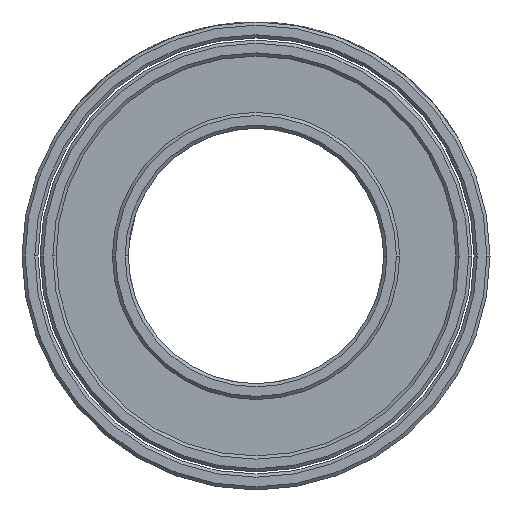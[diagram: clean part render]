
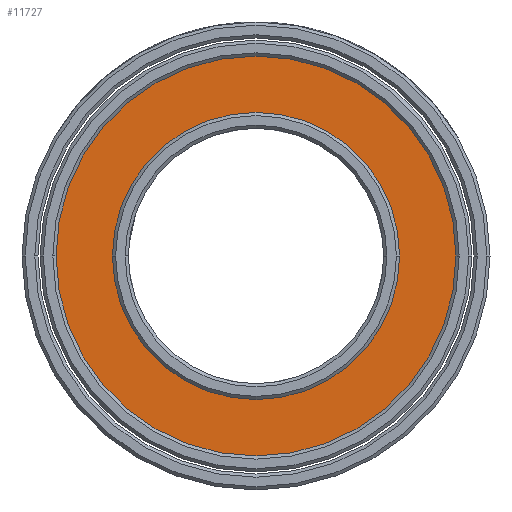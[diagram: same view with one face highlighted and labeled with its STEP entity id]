
A CAD part, front view. The second image highlights one B-rep face of the part: STEP entity #11727.
In plain terms, the highlighted planar face has unit normal (0, -1, 0).
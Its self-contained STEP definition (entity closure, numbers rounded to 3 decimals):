
#197 = CARTESIAN_POINT ( 'NONE',  ( -9.4, -15., 0. ) ) ;
#446 = EDGE_CURVE ( 'NONE', #14618, #8061, #8798, .T. ) ;
#3255 = AXIS2_PLACEMENT_3D ( 'NONE', #15390, #8438, #24196 ) ;
#3400 = EDGE_CURVE ( 'NONE', #21782, #20105, #11642, .T. ) ;
#4009 = AXIS2_PLACEMENT_3D ( 'NONE', #25918, #19717, #14936 ) ;
#4284 = CARTESIAN_POINT ( 'NONE',  ( 9.4, -15., 0. ) ) ;
#4913 = CARTESIAN_POINT ( 'NONE',  ( 0., -15., 0. ) ) ;
#5174 = EDGE_CURVE ( 'NONE', #8061, #14618, #16553, .T. ) ;
#6579 = CARTESIAN_POINT ( 'NONE',  ( -6.75, -15., 0. ) ) ;
#6957 = DIRECTION ( 'NONE',  ( 1., 0., 0. ) ) ;
#7863 = ORIENTED_EDGE ( 'NONE', *, *, #21841, .F. ) ;
#8061 = VERTEX_POINT ( 'NONE', #197 ) ;
#8438 = DIRECTION ( 'NONE',  ( 0., -1., 0. ) ) ;
#8798 = CIRCLE ( 'NONE', #26778, 9.4 ) ;
#11642 = CIRCLE ( 'NONE', #3255, 6.75 ) ;
#11727 = ADVANCED_FACE ( 'NONE', ( #17107, #15363 ), #24029, .T. ) ;
#12763 = CARTESIAN_POINT ( 'NONE',  ( 6.75, -15., 0. ) ) ;
#12947 = EDGE_LOOP ( 'NONE', ( #18138, #25528 ) ) ;
#14618 = VERTEX_POINT ( 'NONE', #4284 ) ;
#14730 = CARTESIAN_POINT ( 'NONE',  ( 0., -15., 0. ) ) ;
#14936 = DIRECTION ( 'NONE',  ( 0., 0., -1. ) ) ;
#15363 = FACE_BOUND ( 'NONE', #24915, .T. ) ;
#15390 = CARTESIAN_POINT ( 'NONE',  ( 0., -15., 0. ) ) ;
#16102 = ORIENTED_EDGE ( 'NONE', *, *, #3400, .F. ) ;
#16553 = CIRCLE ( 'NONE', #23031, 9.4 ) ;
#17107 = FACE_OUTER_BOUND ( 'NONE', #12947, .T. ) ;
#18138 = ORIENTED_EDGE ( 'NONE', *, *, #446, .T. ) ;
#19717 = DIRECTION ( 'NONE',  ( 0., -1., 0. ) ) ;
#20105 = VERTEX_POINT ( 'NONE', #6579 ) ;
#20145 = DIRECTION ( 'NONE',  ( 0., -1., 0. ) ) ;
#20290 = CARTESIAN_POINT ( 'NONE',  ( 0., -15., 0. ) ) ;
#21208 = CIRCLE ( 'NONE', #26277, 6.75 ) ;
#21782 = VERTEX_POINT ( 'NONE', #12763 ) ;
#21841 = EDGE_CURVE ( 'NONE', #20105, #21782, #21208, .T. ) ;
#22420 = DIRECTION ( 'NONE',  ( 0., -1., 0. ) ) ;
#23031 = AXIS2_PLACEMENT_3D ( 'NONE', #14730, #25854, #23536 ) ;
#23536 = DIRECTION ( 'NONE',  ( 1., 0., 0. ) ) ;
#24029 = PLANE ( 'NONE',  #4009 ) ;
#24196 = DIRECTION ( 'NONE',  ( 1., 0., 0. ) ) ;
#24915 = EDGE_LOOP ( 'NONE', ( #16102, #7863 ) ) ;
#25528 = ORIENTED_EDGE ( 'NONE', *, *, #5174, .T. ) ;
#25854 = DIRECTION ( 'NONE',  ( 0., -1., 0. ) ) ;
#25918 = CARTESIAN_POINT ( 'NONE',  ( 6.75, -15., 0. ) ) ;
#26277 = AXIS2_PLACEMENT_3D ( 'NONE', #20290, #20145, #6957 ) ;
#26778 = AXIS2_PLACEMENT_3D ( 'NONE', #4913, #22420, #27009 ) ;
#27009 = DIRECTION ( 'NONE',  ( 1., 0., 0. ) ) ;
